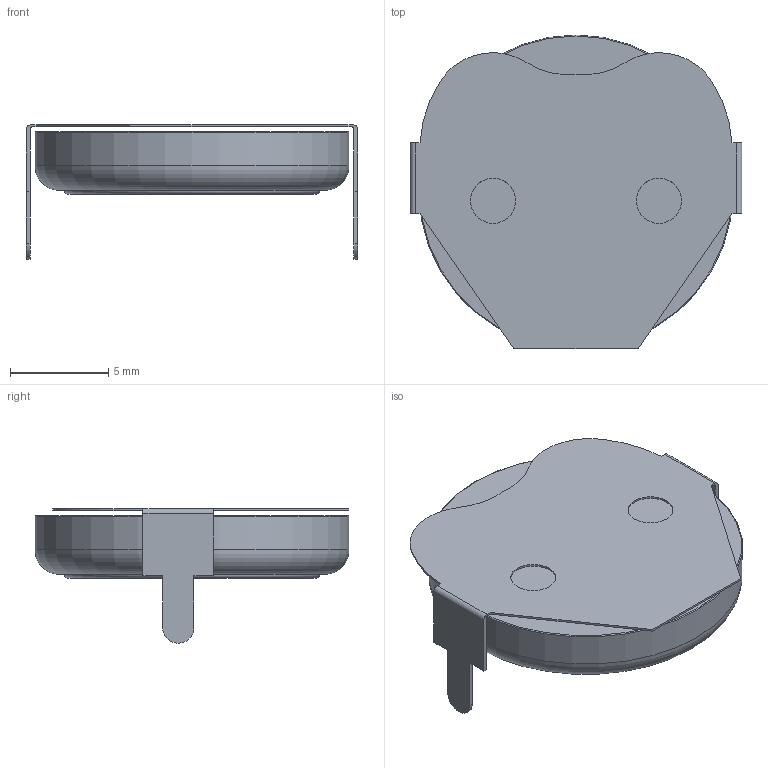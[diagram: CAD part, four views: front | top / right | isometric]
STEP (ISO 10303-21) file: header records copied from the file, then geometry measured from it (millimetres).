
FILE_DESCRIPTION(/* description */ (''),/* implementation_level */ '2;1');
FILE_NAME(/* name */ 'CR1632 Holder v2.step',/* time_stamp */ '2021-08-19T23:17:47+03:00',/* author */ (''),/* organization */ (''),/* preprocessor_version */ 'ST-DEVELOPER v18.1',/* originating_system */ 'Autodesk Translation Framework v10.9.0.1377',/* authorisation */ '');
FILE_SCHEMA (('AUTOMOTIVE_DESIGN { 1 0 10303 214 3 1 1 }'));
Length unit declared in the file: millimetre
Products named in the file (2): CR1632 Holder; CR1632
Assembly tree (1 placements, depth 2):
  CR1632 Holder
    CR1632
Bounding box: 16.9 x 16 x 6.85 mm (x, y, z)
Volume: 638.8 mm3; surface area: 987.1 mm2
Topology: 2 solids, 2 shells, 46 faces, 121 edges, 80 vertices
Faces by surface type: plane 26, cylinder 17, torus 3
Full cylindrical faces by diameter (mm): 2.3 x2, 16 x1
Entity records: 1506 total; most frequent: DIRECTION 260, CARTESIAN_POINT 250, ORIENTED_EDGE 242, EDGE_CURVE 121, AXIS2_PLACEMENT_3D 90, LINE 80, VECTOR 80, VERTEX_POINT 80
